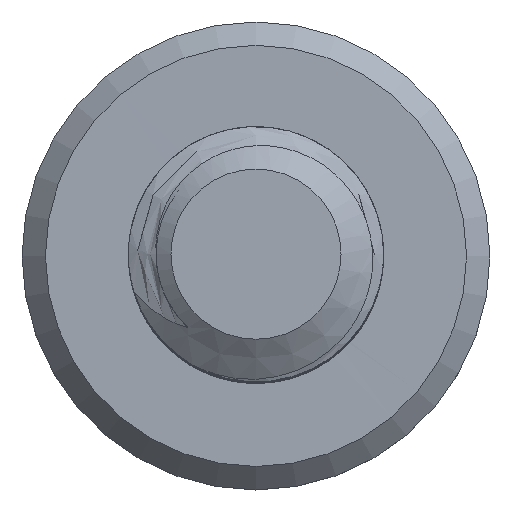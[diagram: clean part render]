
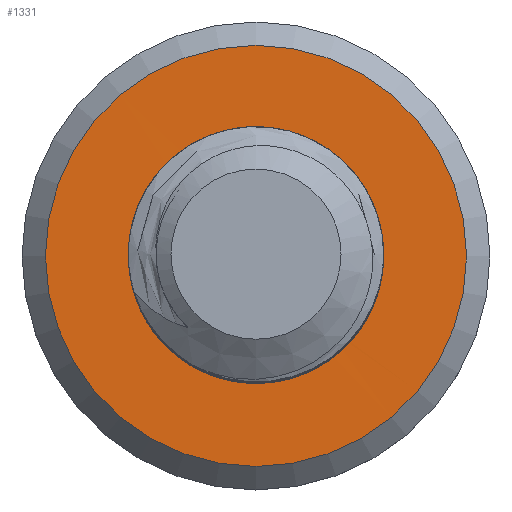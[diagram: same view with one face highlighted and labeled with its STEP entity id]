
A CAD part, top view. The second image highlights one B-rep face of the part: STEP entity #1331.
In plain terms, the highlighted planar face has unit normal (0, 0, 1).
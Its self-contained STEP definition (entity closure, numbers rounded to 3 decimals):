
#21=FACE_BOUND('',#169,.T.);
#24=PLANE('',#1419);
#97=FACE_OUTER_BOUND('',#168,.T.);
#168=EDGE_LOOP('',(#1159));
#169=EDGE_LOOP('',(#1160,#1161,#1162,#1163,#1164));
#190=CIRCLE('',#1413,1.175);
#192=CIRCLE('',#1418,1.5);
#193=CIRCLE('',#1420,2.475);
#318=B_SPLINE_CURVE_WITH_KNOTS('',3,(#19856,#19857,#19858,#19859),
 .UNSPECIFIED.,.F.,.F.,(4,4),(-0.005,0.),.UNSPECIFIED.);
#320=B_SPLINE_CURVE_WITH_KNOTS('',3,(#20495,#20496,#20497,#20498,#20499,
#20500,#20501,#20502,#20503,#20504,#20505,#20506,#20507,#20508,#20509,#20510,
#20511,#20512),.UNSPECIFIED.,.F.,.F.,(4,2,2,2,2,2,2,2,4),(-0.472,
-0.43,-0.38,-0.28,-0.183,
-0.116,-0.061,-0.031,0.),
 .UNSPECIFIED.);
#328=B_SPLINE_CURVE_WITH_KNOTS('',3,(#21437,#21438,#21439,#21440,#21441,
#21442,#21443,#21444,#21445,#21446,#21447,#21448,#21449,#21450,#21451,#21452,
#21453,#21454),.UNSPECIFIED.,.F.,.F.,(4,2,2,2,2,2,2,2,4),(-0.506,
-0.443,-0.381,-0.264,-0.162,
-0.099,-0.049,-0.024,0.),
 .UNSPECIFIED.);
#572=VERTEX_POINT('',#19804);
#573=VERTEX_POINT('',#19853);
#574=VERTEX_POINT('',#19855);
#575=VERTEX_POINT('',#20494);
#579=VERTEX_POINT('',#21408);
#581=VERTEX_POINT('',#21463);
#761=EDGE_CURVE('',#573,#572,#190,.T.);
#762=EDGE_CURVE('',#573,#574,#318,.T.);
#764=EDGE_CURVE('',#574,#575,#320,.T.);
#772=EDGE_CURVE('',#579,#572,#328,.T.);
#775=EDGE_CURVE('',#579,#575,#192,.T.);
#776=EDGE_CURVE('',#581,#581,#193,.T.);
#1159=ORIENTED_EDGE('',*,*,#776,.T.);
#1160=ORIENTED_EDGE('',*,*,#772,.F.);
#1161=ORIENTED_EDGE('',*,*,#775,.T.);
#1162=ORIENTED_EDGE('',*,*,#764,.F.);
#1163=ORIENTED_EDGE('',*,*,#762,.F.);
#1164=ORIENTED_EDGE('',*,*,#761,.T.);
#1331=ADVANCED_FACE('',(#97,#21),#24,.T.);
#1413=AXIS2_PLACEMENT_3D('',#19854,#1597,#1598);
#1418=AXIS2_PLACEMENT_3D('',#21461,#1608,#1609);
#1419=AXIS2_PLACEMENT_3D('',#21462,#1610,#1611);
#1420=AXIS2_PLACEMENT_3D('',#21464,#1612,#1613);
#1597=DIRECTION('center_axis',(0.,0.,-1.));
#1598=DIRECTION('ref_axis',(0.701,-0.714,0.));
#1608=DIRECTION('center_axis',(0.,0.,-1.));
#1609=DIRECTION('ref_axis',(-0.701,0.714,0.));
#1610=DIRECTION('center_axis',(0.,0.,1.));
#1611=DIRECTION('ref_axis',(1.,0.,0.));
#1612=DIRECTION('center_axis',(0.,0.,1.));
#1613=DIRECTION('ref_axis',(1.,0.,0.));
#19804=CARTESIAN_POINT('',(0.,-1.175,1.));
#19853=CARTESIAN_POINT('',(0.825,-0.835,0.999));
#19854=CARTESIAN_POINT('Origin',(0.,0.,1.));
#19855=CARTESIAN_POINT('',(0.846,-0.815,1.));
#19856=CARTESIAN_POINT('Ctrl Pts',(0.825,-0.835,
0.999));
#19857=CARTESIAN_POINT('Ctrl Pts',(0.832,-0.828,
0.999));
#19858=CARTESIAN_POINT('Ctrl Pts',(0.839,-0.822,
1.));
#19859=CARTESIAN_POINT('Ctrl Pts',(0.846,-0.815,
1.));
#20494=CARTESIAN_POINT('',(0.,1.5,1.));
#20495=CARTESIAN_POINT('Ctrl Pts',(0.846,-0.815,
1.));
#20496=CARTESIAN_POINT('Ctrl Pts',(0.903,-0.77,
1.));
#20497=CARTESIAN_POINT('Ctrl Pts',(0.955,-0.72,1.));
#20498=CARTESIAN_POINT('Ctrl Pts',(1.058,-0.599,1.));
#20499=CARTESIAN_POINT('Ctrl Pts',(1.105,-0.528,
1.));
#20500=CARTESIAN_POINT('Ctrl Pts',(1.222,-0.302,1.));
#20501=CARTESIAN_POINT('Ctrl Pts',(1.268,-0.136,
1.));
#20502=CARTESIAN_POINT('Ctrl Pts',(1.295,0.196,1.));
#20503=CARTESIAN_POINT('Ctrl Pts',(1.279,0.362,1.));
#20504=CARTESIAN_POINT('Ctrl Pts',(1.201,0.627,1.));
#20505=CARTESIAN_POINT('Ctrl Pts',(1.137,0.791,1.));
#20506=CARTESIAN_POINT('Ctrl Pts',(0.882,1.106,1.));
#20507=CARTESIAN_POINT('Ctrl Pts',(0.738,1.226,1.));
#20508=CARTESIAN_POINT('Ctrl Pts',(0.49,1.366,1.));
#20509=CARTESIAN_POINT('Ctrl Pts',(0.397,1.407,1.));
#20510=CARTESIAN_POINT('Ctrl Pts',(0.203,1.469,1.));
#20511=CARTESIAN_POINT('Ctrl Pts',(0.102,1.491,1.));
#20512=CARTESIAN_POINT('Ctrl Pts',(0.,1.5,
1.));
#21408=CARTESIAN_POINT('',(-1.05,1.07,1.001));
#21437=CARTESIAN_POINT('Ctrl Pts',(-1.049,1.069,1.));
#21438=CARTESIAN_POINT('Ctrl Pts',(-1.118,0.99,
1.));
#21439=CARTESIAN_POINT('Ctrl Pts',(-1.179,0.903,
1.));
#21440=CARTESIAN_POINT('Ctrl Pts',(-1.278,0.719,
1.));
#21441=CARTESIAN_POINT('Ctrl Pts',(-1.316,0.623,
1.));
#21442=CARTESIAN_POINT('Ctrl Pts',(-1.393,0.338,
1.));
#21443=CARTESIAN_POINT('Ctrl Pts',(-1.406,0.141,
1.));
#21444=CARTESIAN_POINT('Ctrl Pts',(-1.358,-0.216,
1.));
#21445=CARTESIAN_POINT('Ctrl Pts',(-1.307,-0.379,
1.));
#21446=CARTESIAN_POINT('Ctrl Pts',(-1.177,-0.618,
1.));
#21447=CARTESIAN_POINT('Ctrl Pts',(-1.085,-0.76,
1.));
#21448=CARTESIAN_POINT('Ctrl Pts',(-0.792,-0.998,
1.));
#21449=CARTESIAN_POINT('Ctrl Pts',(-0.643,-1.077,
1.));
#21450=CARTESIAN_POINT('Ctrl Pts',(-0.407,-1.151,
1.));
#21451=CARTESIAN_POINT('Ctrl Pts',(-0.325,-1.168,
1.));
#21452=CARTESIAN_POINT('Ctrl Pts',(-0.162,-1.185,
1.));
#21453=CARTESIAN_POINT('Ctrl Pts',(-0.08,-1.185,
1.));
#21454=CARTESIAN_POINT('Ctrl Pts',(0.,-1.175,
1.));
#21461=CARTESIAN_POINT('Origin',(0.,0.,1.));
#21462=CARTESIAN_POINT('Origin',(2.475,0.,1.));
#21463=CARTESIAN_POINT('',(2.475,0.,1.));
#21464=CARTESIAN_POINT('Origin',(0.,0.,1.));
